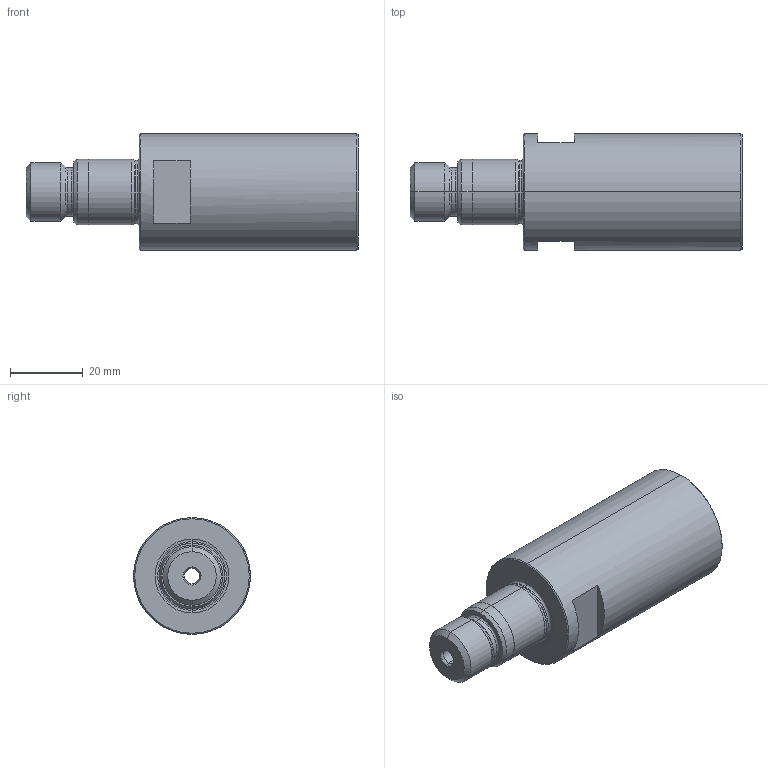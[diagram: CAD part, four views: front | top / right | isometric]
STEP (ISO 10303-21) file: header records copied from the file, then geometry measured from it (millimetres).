
FILE_DESCRIPTION (( 'STEP AP203' ), '1' );
FILE_NAME ('130.320.002C.STEP', '2018-03-13T10:45:41', ( 'SWIAdmin' ), ( 'Hewlett-Packard Company' ), 'SwSTEP 2.0', 'SolidWorks 2017', '' );
FILE_SCHEMA (( 'CONFIG_CONTROL_DESIGN' ));
Length unit declared in the file: millimetre
Products named in the file (1): 130.320.002C
Bounding box: 91 x 32 x 32 mm (x, y, z)
Volume: 45292.7 mm3; surface area: 11994.3 mm2
Topology: 1 solids, 1 shells, 71 faces, 146 edges, 84 vertices
Faces by surface type: cone 26, cylinder 20, plane 13, torus 12
Entity records: 1953 total; most frequent: DIRECTION 382, CARTESIAN_POINT 302, ORIENTED_EDGE 292, AXIS2_PLACEMENT_3D 164, EDGE_CURVE 146, CIRCLE 92, VERTEX_POINT 84, EDGE_LOOP 80
